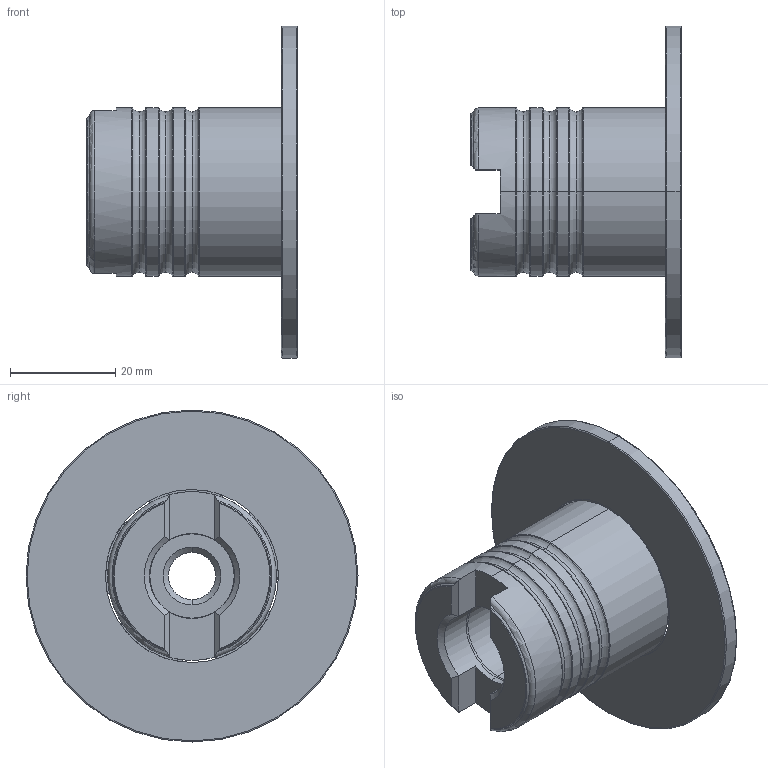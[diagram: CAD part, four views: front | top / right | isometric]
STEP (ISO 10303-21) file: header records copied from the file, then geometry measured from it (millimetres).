
FILE_DESCRIPTION (( 'STEP AP214' ), '1' );
FILE_NAME ('TFA-063-305-S08-5.STEP', '2019-05-29T13:05:34', ( '' ), ( '' ), 'SwSTEP 2.0', 'SolidWorks 2018', '' );
FILE_SCHEMA (( 'AUTOMOTIVE_DESIGN' ));
Length unit declared in the file: millimetre
Products named in the file (3): JSCHF161 pk_Kontrolle; TFA-063-305-S08-5; JSCHF161_1 pk
Assembly tree (2 placements, depth 2):
  TFA-063-305-S08-5
    JSCHF161_1 pk
    JSCHF161 pk_Kontrolle
Bounding box: 40 x 63 x 63 mm (x, y, z)
Volume: 30967.4 mm3; surface area: 13947.5 mm2
Topology: 2 solids, 2 shells, 209 faces, 531 edges, 319 vertices
Faces by surface type: cylinder 105, cone 42, torus 32, plane 30
Entity records: 6699 total; most frequent: DIRECTION 1231, CARTESIAN_POINT 1142, ORIENTED_EDGE 1042, EDGE_CURVE 521, AXIS2_PLACEMENT_3D 516, VERTEX_POINT 319, CIRCLE 302, EDGE_LOOP 236
